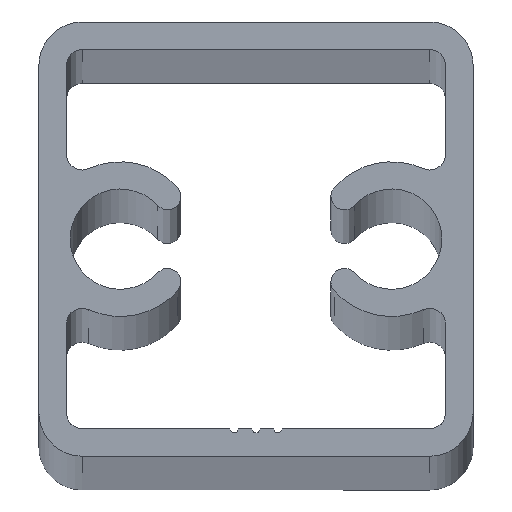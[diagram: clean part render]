
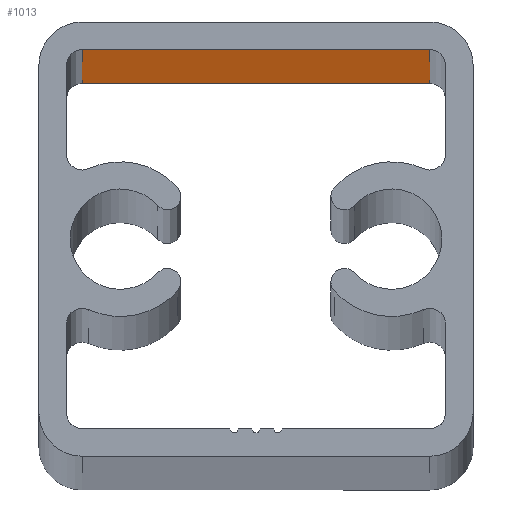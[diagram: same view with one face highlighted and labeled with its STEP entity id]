
A CAD part, top view. The second image highlights one B-rep face of the part: STEP entity #1013.
In plain terms, the highlighted planar face has unit normal (0, -1, 0).
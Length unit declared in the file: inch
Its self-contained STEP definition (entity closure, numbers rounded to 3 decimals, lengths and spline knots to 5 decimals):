
#81 = EDGE_LOOP ( 'NONE', ( #218, #972, #785, #735 ) ) ;
#83 = VECTOR ( 'NONE', #306, 39.37008 ) ;
#216 = CARTESIAN_POINT ( 'NONE',  ( 0., -0.063, 0. ) ) ;
#218 = ORIENTED_EDGE ( 'NONE', *, *, #751, .F. ) ;
#306 = DIRECTION ( 'NONE',  ( -1., 0., 0. ) ) ;
#352 = CARTESIAN_POINT ( 'NONE',  ( 0., -0.063, 44.5 ) ) ;
#520 = VECTOR ( 'NONE', #1500, 39.37008 ) ;
#527 = EDGE_CURVE ( 'NONE', #719, #838, #684, .T. ) ;
#528 = LINE ( 'NONE', #1010, #83 ) ;
#540 = CARTESIAN_POINT ( 'NONE',  ( 0., -0.063, 44.5 ) ) ;
#548 = AXIS2_PLACEMENT_3D ( 'NONE', #584, #801, #1517 ) ;
#584 = CARTESIAN_POINT ( 'NONE',  ( 0., -0.063, 44.5 ) ) ;
#684 = LINE ( 'NONE', #1273, #520 ) ;
#719 = VERTEX_POINT ( 'NONE', #963 ) ;
#735 = ORIENTED_EDGE ( 'NONE', *, *, #898, .T. ) ;
#751 = EDGE_CURVE ( 'NONE', #838, #1015, #528, .T. ) ;
#785 = ORIENTED_EDGE ( 'NONE', *, *, #834, .T. ) ;
#801 = DIRECTION ( 'NONE',  ( 0., -1., 0. ) ) ;
#834 = EDGE_CURVE ( 'NONE', #719, #986, #1138, .T. ) ;
#838 = VERTEX_POINT ( 'NONE', #1353 ) ;
#898 = EDGE_CURVE ( 'NONE', #986, #1015, #1040, .T. ) ;
#911 = FACE_OUTER_BOUND ( 'NONE', #81, .T. ) ;
#930 = PLANE ( 'NONE',  #548 ) ;
#963 = CARTESIAN_POINT ( 'NONE',  ( 0.8, -0.063, 44.5 ) ) ;
#972 = ORIENTED_EDGE ( 'NONE', *, *, #527, .F. ) ;
#986 = VERTEX_POINT ( 'NONE', #352 ) ;
#1010 = CARTESIAN_POINT ( 'NONE',  ( 0., -0.063, 0. ) ) ;
#1013 = ADVANCED_FACE ( 'NONE', ( #911 ), #930, .T. ) ;
#1015 = VERTEX_POINT ( 'NONE', #216 ) ;
#1040 = LINE ( 'NONE', #1064, #1239 ) ;
#1064 = CARTESIAN_POINT ( 'NONE',  ( 0., -0.063, 44.5 ) ) ;
#1138 = LINE ( 'NONE', #540, #1337 ) ;
#1239 = VECTOR ( 'NONE', #1261, 39.37008 ) ;
#1261 = DIRECTION ( 'NONE',  ( 0., 0., -1. ) ) ;
#1273 = CARTESIAN_POINT ( 'NONE',  ( 0.8, -0.063, 44.5 ) ) ;
#1337 = VECTOR ( 'NONE', #1373, 39.37008 ) ;
#1353 = CARTESIAN_POINT ( 'NONE',  ( 0.8, -0.063, 0. ) ) ;
#1373 = DIRECTION ( 'NONE',  ( -1., 0., 0. ) ) ;
#1500 = DIRECTION ( 'NONE',  ( 0., 0., -1. ) ) ;
#1517 = DIRECTION ( 'NONE',  ( 1., 0., 0. ) ) ;
